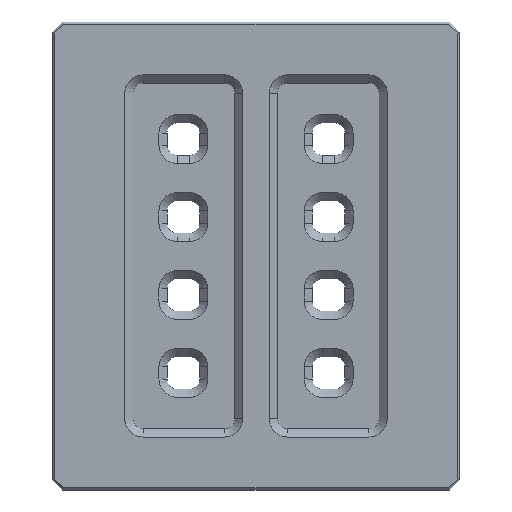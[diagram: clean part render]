
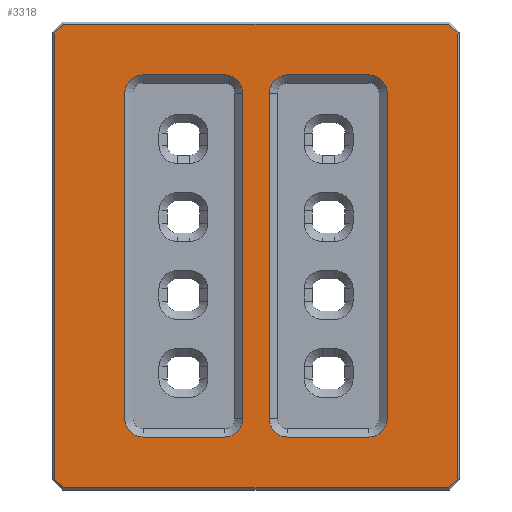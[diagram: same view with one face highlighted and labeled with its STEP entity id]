
A CAD part, top view. The second image highlights one B-rep face of the part: STEP entity #3318.
In plain terms, the highlighted planar face has unit normal (0, 0, 1).
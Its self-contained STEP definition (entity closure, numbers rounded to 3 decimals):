
#182=FACE_BOUND('',#657,.T.);
#183=FACE_BOUND('',#658,.T.);
#296=PLANE('',#3633);
#452=FACE_OUTER_BOUND('',#656,.T.);
#656=EDGE_LOOP('',(#2866,#2867,#2868,#2869,#2870,#2871,#2872,#2873));
#657=EDGE_LOOP('',(#2874,#2875,#2876,#2877,#2878,#2879,#2880,#2881));
#658=EDGE_LOOP('',(#2882,#2883,#2884,#2885,#2886,#2887,#2888,#2889));
#830=CIRCLE('',#3634,9.);
#831=CIRCLE('',#3635,9.);
#832=CIRCLE('',#3636,9.);
#833=CIRCLE('',#3637,9.);
#834=CIRCLE('',#3638,9.);
#835=CIRCLE('',#3639,9.);
#836=CIRCLE('',#3640,9.);
#837=CIRCLE('',#3641,9.);
#1087=LINE('',#5408,#1423);
#1091=LINE('',#5415,#1427);
#1094=LINE('',#5421,#1430);
#1097=LINE('',#5427,#1433);
#1100=LINE('',#5432,#1436);
#1102=LINE('',#5436,#1438);
#1104=LINE('',#5440,#1440);
#1106=LINE('',#5443,#1442);
#1108=LINE('',#5449,#1444);
#1109=LINE('',#5453,#1445);
#1110=LINE('',#5457,#1446);
#1111=LINE('',#5461,#1447);
#1112=LINE('',#5465,#1448);
#1113=LINE('',#5469,#1449);
#1114=LINE('',#5473,#1450);
#1115=LINE('',#5477,#1451);
#1423=VECTOR('',#4408,10.);
#1427=VECTOR('',#4414,10.);
#1430=VECTOR('',#4419,10.);
#1433=VECTOR('',#4424,10.);
#1436=VECTOR('',#4429,10.);
#1438=VECTOR('',#4433,10.);
#1440=VECTOR('',#4437,10.);
#1442=VECTOR('',#4441,10.);
#1444=VECTOR('',#4447,10.);
#1445=VECTOR('',#4450,10.);
#1446=VECTOR('',#4453,10.);
#1447=VECTOR('',#4456,10.);
#1448=VECTOR('',#4459,10.);
#1449=VECTOR('',#4462,10.);
#1450=VECTOR('',#4465,10.);
#1451=VECTOR('',#4468,10.);
#1747=VERTEX_POINT('',#5406);
#1748=VERTEX_POINT('',#5407);
#1750=VERTEX_POINT('',#5414);
#1752=VERTEX_POINT('',#5420);
#1754=VERTEX_POINT('',#5426);
#1755=VERTEX_POINT('',#5431);
#1756=VERTEX_POINT('',#5435);
#1757=VERTEX_POINT('',#5439);
#1758=VERTEX_POINT('',#5447);
#1759=VERTEX_POINT('',#5448);
#1760=VERTEX_POINT('',#5450);
#1761=VERTEX_POINT('',#5452);
#1762=VERTEX_POINT('',#5454);
#1763=VERTEX_POINT('',#5456);
#1764=VERTEX_POINT('',#5458);
#1765=VERTEX_POINT('',#5460);
#1766=VERTEX_POINT('',#5463);
#1767=VERTEX_POINT('',#5464);
#1768=VERTEX_POINT('',#5466);
#1769=VERTEX_POINT('',#5468);
#1770=VERTEX_POINT('',#5470);
#1771=VERTEX_POINT('',#5472);
#1772=VERTEX_POINT('',#5474);
#1773=VERTEX_POINT('',#5476);
#2135=EDGE_CURVE('',#1747,#1748,#1087,.T.);
#2139=EDGE_CURVE('',#1748,#1750,#1091,.T.);
#2142=EDGE_CURVE('',#1750,#1752,#1094,.T.);
#2145=EDGE_CURVE('',#1752,#1754,#1097,.T.);
#2148=EDGE_CURVE('',#1754,#1755,#1100,.T.);
#2150=EDGE_CURVE('',#1755,#1756,#1102,.T.);
#2152=EDGE_CURVE('',#1756,#1757,#1104,.T.);
#2154=EDGE_CURVE('',#1757,#1747,#1106,.T.);
#2156=EDGE_CURVE('',#1758,#1759,#1108,.T.);
#2157=EDGE_CURVE('',#1760,#1758,#830,.T.);
#2158=EDGE_CURVE('',#1761,#1760,#1109,.T.);
#2159=EDGE_CURVE('',#1762,#1761,#831,.T.);
#2160=EDGE_CURVE('',#1763,#1762,#1110,.T.);
#2161=EDGE_CURVE('',#1764,#1763,#832,.T.);
#2162=EDGE_CURVE('',#1765,#1764,#1111,.T.);
#2163=EDGE_CURVE('',#1759,#1765,#833,.T.);
#2164=EDGE_CURVE('',#1766,#1767,#1112,.T.);
#2165=EDGE_CURVE('',#1768,#1766,#834,.T.);
#2166=EDGE_CURVE('',#1769,#1768,#1113,.T.);
#2167=EDGE_CURVE('',#1770,#1769,#835,.T.);
#2168=EDGE_CURVE('',#1771,#1770,#1114,.T.);
#2169=EDGE_CURVE('',#1772,#1771,#836,.T.);
#2170=EDGE_CURVE('',#1773,#1772,#1115,.T.);
#2171=EDGE_CURVE('',#1767,#1773,#837,.T.);
#2866=ORIENTED_EDGE('',*,*,#2135,.F.);
#2867=ORIENTED_EDGE('',*,*,#2154,.F.);
#2868=ORIENTED_EDGE('',*,*,#2152,.F.);
#2869=ORIENTED_EDGE('',*,*,#2150,.F.);
#2870=ORIENTED_EDGE('',*,*,#2148,.F.);
#2871=ORIENTED_EDGE('',*,*,#2145,.F.);
#2872=ORIENTED_EDGE('',*,*,#2142,.F.);
#2873=ORIENTED_EDGE('',*,*,#2139,.F.);
#2874=ORIENTED_EDGE('',*,*,#2156,.F.);
#2875=ORIENTED_EDGE('',*,*,#2157,.F.);
#2876=ORIENTED_EDGE('',*,*,#2158,.F.);
#2877=ORIENTED_EDGE('',*,*,#2159,.F.);
#2878=ORIENTED_EDGE('',*,*,#2160,.F.);
#2879=ORIENTED_EDGE('',*,*,#2161,.F.);
#2880=ORIENTED_EDGE('',*,*,#2162,.F.);
#2881=ORIENTED_EDGE('',*,*,#2163,.F.);
#2882=ORIENTED_EDGE('',*,*,#2164,.F.);
#2883=ORIENTED_EDGE('',*,*,#2165,.F.);
#2884=ORIENTED_EDGE('',*,*,#2166,.F.);
#2885=ORIENTED_EDGE('',*,*,#2167,.F.);
#2886=ORIENTED_EDGE('',*,*,#2168,.F.);
#2887=ORIENTED_EDGE('',*,*,#2169,.F.);
#2888=ORIENTED_EDGE('',*,*,#2170,.F.);
#2889=ORIENTED_EDGE('',*,*,#2171,.F.);
#3318=ADVANCED_FACE('',(#452,#182,#183),#296,.T.);
#3633=AXIS2_PLACEMENT_3D('',#5446,#4445,#4446);
#3634=AXIS2_PLACEMENT_3D('',#5451,#4448,#4449);
#3635=AXIS2_PLACEMENT_3D('',#5455,#4451,#4452);
#3636=AXIS2_PLACEMENT_3D('',#5459,#4454,#4455);
#3637=AXIS2_PLACEMENT_3D('',#5462,#4457,#4458);
#3638=AXIS2_PLACEMENT_3D('',#5467,#4460,#4461);
#3639=AXIS2_PLACEMENT_3D('',#5471,#4463,#4464);
#3640=AXIS2_PLACEMENT_3D('',#5475,#4466,#4467);
#3641=AXIS2_PLACEMENT_3D('',#5478,#4469,#4470);
#4408=DIRECTION('',(0.,-1.,0.));
#4414=DIRECTION('',(-0.707,-0.707,0.));
#4419=DIRECTION('',(-1.,0.,0.));
#4424=DIRECTION('',(-0.707,0.707,0.));
#4429=DIRECTION('',(0.,1.,0.));
#4433=DIRECTION('',(0.707,0.707,0.));
#4437=DIRECTION('',(1.,0.,0.));
#4441=DIRECTION('',(0.707,-0.707,0.));
#4445=DIRECTION('center_axis',(0.,0.,1.));
#4446=DIRECTION('ref_axis',(1.,0.,0.));
#4447=DIRECTION('',(0.,1.,0.));
#4448=DIRECTION('center_axis',(0.,0.,1.));
#4449=DIRECTION('ref_axis',(0.707,-0.707,0.));
#4450=DIRECTION('',(1.,0.,0.));
#4451=DIRECTION('center_axis',(0.,0.,1.));
#4452=DIRECTION('ref_axis',(-0.707,-0.707,0.));
#4453=DIRECTION('',(0.,-1.,0.));
#4454=DIRECTION('center_axis',(0.,0.,1.));
#4455=DIRECTION('ref_axis',(-0.707,0.707,0.));
#4456=DIRECTION('',(-1.,0.,0.));
#4457=DIRECTION('center_axis',(0.,0.,1.));
#4458=DIRECTION('ref_axis',(0.707,0.707,0.));
#4459=DIRECTION('',(0.,-1.,0.));
#4460=DIRECTION('center_axis',(0.,0.,1.));
#4461=DIRECTION('ref_axis',(-0.707,0.707,0.));
#4462=DIRECTION('',(-1.,0.,0.));
#4463=DIRECTION('center_axis',(0.,0.,1.));
#4464=DIRECTION('ref_axis',(0.707,0.707,0.));
#4465=DIRECTION('',(0.,1.,0.));
#4466=DIRECTION('center_axis',(0.,0.,1.));
#4467=DIRECTION('ref_axis',(0.707,-0.707,0.));
#4468=DIRECTION('',(1.,0.,0.));
#4469=DIRECTION('center_axis',(0.,0.,1.));
#4470=DIRECTION('ref_axis',(-0.707,-0.707,0.));
#5406=CARTESIAN_POINT('',(99.,109.586,13.));
#5407=CARTESIAN_POINT('',(99.,-109.586,13.));
#5408=CARTESIAN_POINT('',(99.,-57.5,13.));
#5414=CARTESIAN_POINT('',(94.586,-114.,13.));
#5415=CARTESIAN_POINT('',(100.543,-108.043,13.));
#5420=CARTESIAN_POINT('',(-94.586,-114.,13.));
#5421=CARTESIAN_POINT('',(-50.,-114.,13.));
#5426=CARTESIAN_POINT('',(-99.,-109.586,13.));
#5427=CARTESIAN_POINT('',(-100.543,-108.043,13.));
#5431=CARTESIAN_POINT('',(-99.,109.586,13.));
#5432=CARTESIAN_POINT('',(-99.,57.5,13.));
#5435=CARTESIAN_POINT('',(-94.586,114.,13.));
#5436=CARTESIAN_POINT('',(-100.543,108.043,13.));
#5439=CARTESIAN_POINT('',(94.586,114.,13.));
#5440=CARTESIAN_POINT('',(50.,114.,13.));
#5443=CARTESIAN_POINT('',(100.543,108.043,13.));
#5446=CARTESIAN_POINT('Origin',(0.,0.,13.));
#5447=CARTESIAN_POINT('',(-6.5,-80.,13.));
#5448=CARTESIAN_POINT('',(-6.5,80.,13.));
#5449=CARTESIAN_POINT('',(-6.5,42.5,13.));
#5450=CARTESIAN_POINT('',(-15.5,-89.,13.));
#5451=CARTESIAN_POINT('Origin',(-15.5,-80.,13.));
#5452=CARTESIAN_POINT('',(-55.5,-89.,13.));
#5453=CARTESIAN_POINT('',(-5.25,-89.,13.));
#5454=CARTESIAN_POINT('',(-64.5,-80.,13.));
#5455=CARTESIAN_POINT('Origin',(-55.5,-80.,13.));
#5456=CARTESIAN_POINT('',(-64.5,80.,13.));
#5457=CARTESIAN_POINT('',(-64.5,-42.5,13.));
#5458=CARTESIAN_POINT('',(-55.5,89.,13.));
#5459=CARTESIAN_POINT('Origin',(-55.5,80.,13.));
#5460=CARTESIAN_POINT('',(-15.5,89.,13.));
#5461=CARTESIAN_POINT('',(-30.25,89.,13.));
#5462=CARTESIAN_POINT('Origin',(-15.5,80.,13.));
#5463=CARTESIAN_POINT('',(6.5,80.,13.));
#5464=CARTESIAN_POINT('',(6.5,-80.,13.));
#5465=CARTESIAN_POINT('',(6.5,-42.5,13.));
#5466=CARTESIAN_POINT('',(15.5,89.,13.));
#5467=CARTESIAN_POINT('Origin',(15.5,80.,13.));
#5468=CARTESIAN_POINT('',(55.5,89.,13.));
#5469=CARTESIAN_POINT('',(5.25,89.,13.));
#5470=CARTESIAN_POINT('',(64.5,80.,13.));
#5471=CARTESIAN_POINT('Origin',(55.5,80.,13.));
#5472=CARTESIAN_POINT('',(64.5,-80.,13.));
#5473=CARTESIAN_POINT('',(64.5,42.5,13.));
#5474=CARTESIAN_POINT('',(55.5,-89.,13.));
#5475=CARTESIAN_POINT('Origin',(55.5,-80.,13.));
#5476=CARTESIAN_POINT('',(15.5,-89.,13.));
#5477=CARTESIAN_POINT('',(30.25,-89.,13.));
#5478=CARTESIAN_POINT('Origin',(15.5,-80.,13.));
